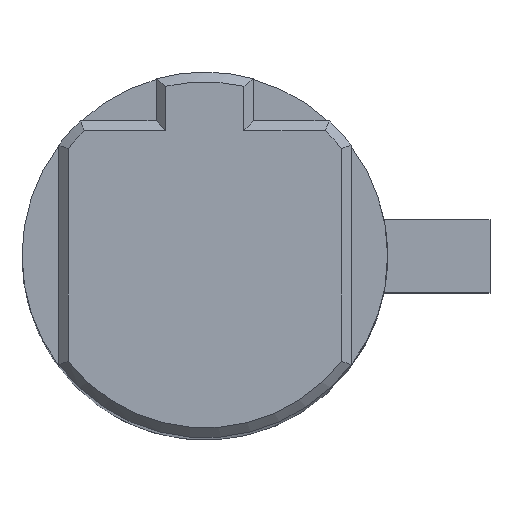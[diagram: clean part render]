
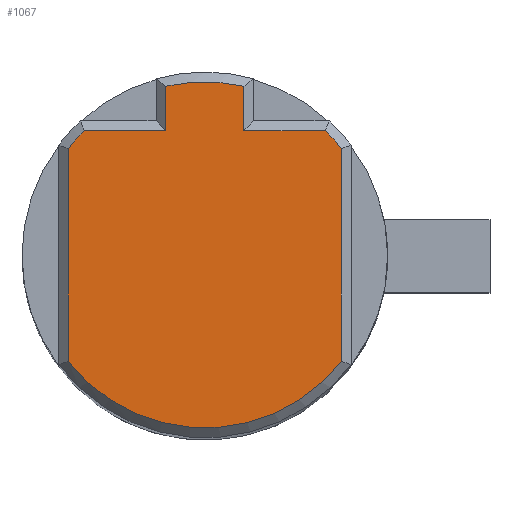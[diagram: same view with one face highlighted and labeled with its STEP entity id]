
A CAD part, top view. The second image highlights one B-rep face of the part: STEP entity #1067.
In plain terms, the highlighted planar face has unit normal (0, 0, 1).
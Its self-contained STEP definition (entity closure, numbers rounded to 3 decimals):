
#495 = VERTEX_POINT('',#496);
#496 = CARTESIAN_POINT('',(1.4,1.091,11.5));
#505 = VERTEX_POINT('',#506);
#506 = CARTESIAN_POINT('',(1.235,1.275,11.5));
#513 = EDGE_CURVE('',#495,#505,#514,.T.);
#514 = CIRCLE('',#515,1.775);
#515 = AXIS2_PLACEMENT_3D('',#516,#517,#518);
#516 = CARTESIAN_POINT('',(0.,0.,11.5));
#517 = DIRECTION('',(0.,-0.,1.));
#518 = DIRECTION('',(0.8,0.6,0.));
#660 = VERTEX_POINT('',#661);
#661 = CARTESIAN_POINT('',(0.4,1.729,11.5));
#670 = VERTEX_POINT('',#671);
#671 = CARTESIAN_POINT('',(-0.4,1.729,11.5));
#678 = EDGE_CURVE('',#660,#670,#679,.T.);
#679 = CIRCLE('',#680,1.775);
#680 = AXIS2_PLACEMENT_3D('',#681,#682,#683);
#681 = CARTESIAN_POINT('',(0.,0.,11.5));
#682 = DIRECTION('',(0.,-0.,1.));
#683 = DIRECTION('',(0.267,0.964,0.));
#921 = VERTEX_POINT('',#922);
#922 = CARTESIAN_POINT('',(-1.235,1.275,11.5));
#931 = VERTEX_POINT('',#932);
#932 = CARTESIAN_POINT('',(-1.4,1.091,11.5));
#939 = EDGE_CURVE('',#921,#931,#940,.T.);
#940 = CIRCLE('',#941,1.775);
#941 = AXIS2_PLACEMENT_3D('',#942,#943,#944);
#942 = CARTESIAN_POINT('',(0.,0.,11.5));
#943 = DIRECTION('',(0.,0.,1.));
#944 = DIRECTION('',(-0.68,0.733,0.));
#1004 = VERTEX_POINT('',#1005);
#1005 = CARTESIAN_POINT('',(-1.4,-1.091,11.5));
#1014 = VERTEX_POINT('',#1015);
#1015 = CARTESIAN_POINT('',(1.4,-1.091,11.5));
#1022 = EDGE_CURVE('',#1004,#1014,#1023,.T.);
#1023 = CIRCLE('',#1024,1.775);
#1024 = AXIS2_PLACEMENT_3D('',#1025,#1026,#1027);
#1025 = CARTESIAN_POINT('',(0.,0.,11.5));
#1026 = DIRECTION('',(0.,0.,1.));
#1027 = DIRECTION('',(-0.8,-0.6,0.));
#1057 = EDGE_CURVE('',#495,#1014,#1058,.T.);
#1058 = LINE('',#1059,#1060);
#1059 = CARTESIAN_POINT('',(1.4,1.125,11.5));
#1060 = VECTOR('',#1061,1.);
#1061 = DIRECTION('',(0.,-1.,0.));
#1067 = ADVANCED_FACE('',(#1068),#1109,.T.);
#1068 = FACE_BOUND('',#1069,.T.);
#1069 = EDGE_LOOP('',(#1070,#1071,#1077,#1078,#1079,#1080,#1088,#1094,
    #1095,#1103));
#1070 = ORIENTED_EDGE('',*,*,#939,.T.);
#1071 = ORIENTED_EDGE('',*,*,#1072,.T.);
#1072 = EDGE_CURVE('',#931,#1004,#1073,.T.);
#1073 = LINE('',#1074,#1075);
#1074 = CARTESIAN_POINT('',(-1.4,1.125,11.5));
#1075 = VECTOR('',#1076,1.);
#1076 = DIRECTION('',(0.,-1.,0.));
#1077 = ORIENTED_EDGE('',*,*,#1022,.T.);
#1078 = ORIENTED_EDGE('',*,*,#1057,.F.);
#1079 = ORIENTED_EDGE('',*,*,#513,.T.);
#1080 = ORIENTED_EDGE('',*,*,#1081,.F.);
#1081 = EDGE_CURVE('',#1082,#505,#1084,.T.);
#1082 = VERTEX_POINT('',#1083);
#1083 = CARTESIAN_POINT('',(0.4,1.275,11.5));
#1084 = LINE('',#1085,#1086);
#1085 = CARTESIAN_POINT('',(0.5,1.275,11.5));
#1086 = VECTOR('',#1087,1.);
#1087 = DIRECTION('',(1.,0.,0.));
#1088 = ORIENTED_EDGE('',*,*,#1089,.F.);
#1089 = EDGE_CURVE('',#660,#1082,#1090,.T.);
#1090 = LINE('',#1091,#1092);
#1091 = CARTESIAN_POINT('',(0.4,1.807,11.5));
#1092 = VECTOR('',#1093,1.);
#1093 = DIRECTION('',(0.,-1.,0.));
#1094 = ORIENTED_EDGE('',*,*,#678,.T.);
#1095 = ORIENTED_EDGE('',*,*,#1096,.T.);
#1096 = EDGE_CURVE('',#670,#1097,#1099,.T.);
#1097 = VERTEX_POINT('',#1098);
#1098 = CARTESIAN_POINT('',(-0.4,1.275,11.5));
#1099 = LINE('',#1100,#1101);
#1100 = CARTESIAN_POINT('',(-0.4,1.807,11.5));
#1101 = VECTOR('',#1102,1.);
#1102 = DIRECTION('',(0.,-1.,0.));
#1103 = ORIENTED_EDGE('',*,*,#1104,.F.);
#1104 = EDGE_CURVE('',#921,#1097,#1105,.T.);
#1105 = LINE('',#1106,#1107);
#1106 = CARTESIAN_POINT('',(-1.275,1.275,11.5));
#1107 = VECTOR('',#1108,1.);
#1108 = DIRECTION('',(1.,0.,0.));
#1109 = PLANE('',#1110);
#1110 = AXIS2_PLACEMENT_3D('',#1111,#1112,#1113);
#1111 = CARTESIAN_POINT('',(0.,0.071,11.5));
#1112 = DIRECTION('',(0.,0.,1.));
#1113 = DIRECTION('',(1.,0.,0.));
